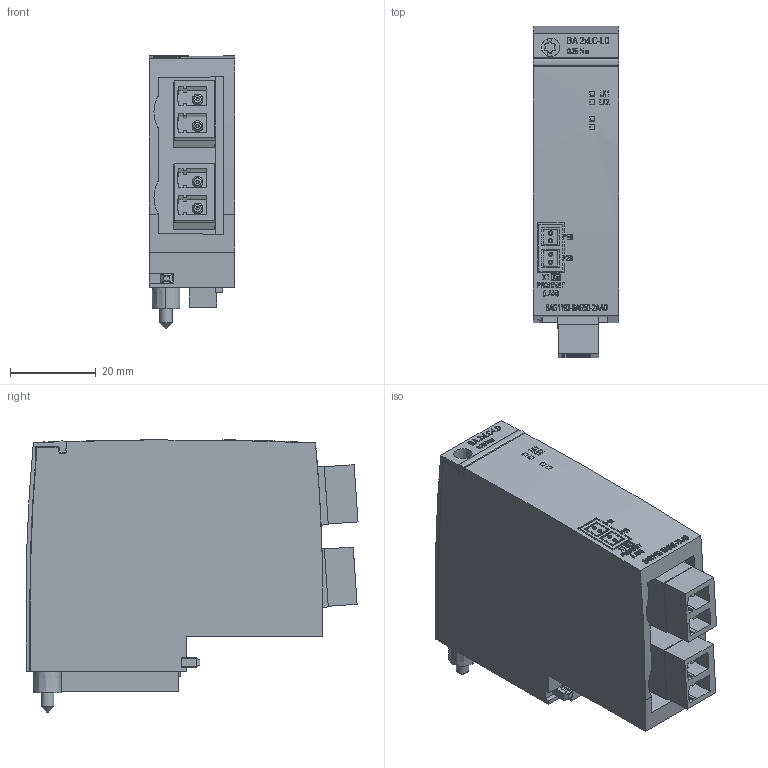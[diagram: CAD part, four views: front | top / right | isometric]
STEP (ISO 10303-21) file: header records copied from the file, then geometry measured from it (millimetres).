
FILE_DESCRIPTION(/* description */ (''),/* implementation_level */ '2;1');
FILE_NAME(/* name */ '6AG1193-6AG50-2AA0_3d.stp',/* time_stamp */ '2024-08-20T16:17:48+08:00',/* author */ (''),/* organization */ (''),/* preprocessor_version */ 'ST-DEVELOPER v18.102',/* originating_system */ 'SIEMENS PLM Software NX 2023',/* authorisation */ '');
FILE_SCHEMA (('AUTOMOTIVE_DESIGN { 1 0 10303 214 3 1 1 1 }'));
Products named in the file (3): A5E54009365A_RS-AA_001_2-Labeling; A5E52256992A_RS-AA_001_2-Box; A5E54009321A_RS-AA_001_1-CAx_6AG11936AG502AA0
Assembly tree (2 placements, depth 2):
  A5E54009321A_RS-AA_001_1-CAx_6AG11936AG502AA0
    A5E52256992A_RS-AA_001_2-Box
    A5E54009365A_RS-AA_001_2-Labeling
Bounding box: 20 x 77.57 x 63.66 mm (x, y, z)
Volume: 64028.4 mm3; surface area: 20801.7 mm2
Topology: 93 solids, 93 shells, 1893 faces, 4612 edges, 2997 vertices
Faces by surface type: plane 1325, extrusion 319, cylinder 243, cone 5, torus 1
Full cylindrical faces by diameter (mm): 0.7 x4, 0.75 x4, 1 x4, 2.5 x4, 3 x1, 3.5 x2, 4 x1, 4.5 x1
Entity records: 73237 total; most frequent: CARTESIAN_POINT 22274, ORIENTED_EDGE 9156, DIRECTION 8201, EDGE_CURVE 4578, VECTOR 3449, LINE 3130, VERTEX_POINT 2992, AXIS2_PLACEMENT_3D 2376
